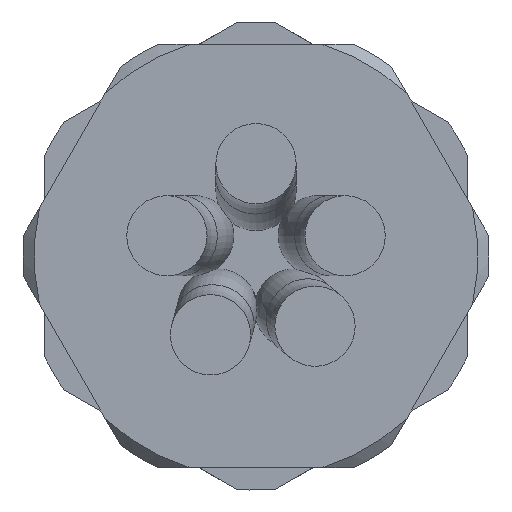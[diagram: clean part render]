
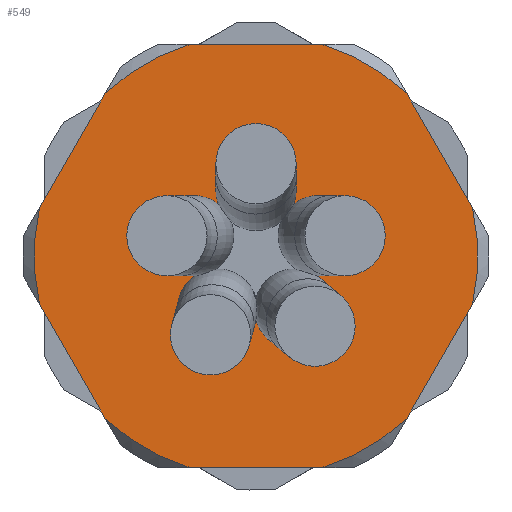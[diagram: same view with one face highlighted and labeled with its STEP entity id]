
A CAD part, front view. The second image highlights one B-rep face of the part: STEP entity #549.
In plain terms, the highlighted planar face has unit normal (0, -1, 0).
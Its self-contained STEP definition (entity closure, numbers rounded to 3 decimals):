
#107=PLANE('',#4549);
#452=FACE_BOUND('',#1105,.T.);
#453=FACE_BOUND('',#1106,.T.);
#549=ADVANCED_FACE('',(#452,#453),#107,.T.);
#1105=EDGE_LOOP('',(#1991,#1992,#1993,#1994,#1995,#1996,#1997,#1998,#1999,
#2000,#2001,#2002));
#1106=EDGE_LOOP('',(#2003,#2004,#2005,#2006,#2007));
#1413=LINE('',#6221,#1655);
#1415=LINE('',#6244,#1657);
#1417=LINE('',#6267,#1659);
#1419=LINE('',#6290,#1661);
#1421=LINE('',#6313,#1663);
#1423=LINE('',#6336,#1665);
#1655=VECTOR('',#5026,1.);
#1657=VECTOR('',#5030,1.);
#1659=VECTOR('',#5034,1.);
#1661=VECTOR('',#5038,1.);
#1663=VECTOR('',#5042,1.);
#1665=VECTOR('',#5046,1.);
#1991=ORIENTED_EDGE('',*,*,#3707,.F.);
#1992=ORIENTED_EDGE('',*,*,#3706,.F.);
#1993=ORIENTED_EDGE('',*,*,#3708,.F.);
#1994=ORIENTED_EDGE('',*,*,#3676,.F.);
#1995=ORIENTED_EDGE('',*,*,#3709,.F.);
#1996=ORIENTED_EDGE('',*,*,#3682,.F.);
#1997=ORIENTED_EDGE('',*,*,#3710,.F.);
#1998=ORIENTED_EDGE('',*,*,#3688,.F.);
#1999=ORIENTED_EDGE('',*,*,#3711,.F.);
#2000=ORIENTED_EDGE('',*,*,#3694,.F.);
#2001=ORIENTED_EDGE('',*,*,#3712,.F.);
#2002=ORIENTED_EDGE('',*,*,#3700,.F.);
#2003=ORIENTED_EDGE('',*,*,#3713,.T.);
#2004=ORIENTED_EDGE('',*,*,#3714,.T.);
#2005=ORIENTED_EDGE('',*,*,#3715,.T.);
#2006=ORIENTED_EDGE('',*,*,#3716,.T.);
#2007=ORIENTED_EDGE('',*,*,#3717,.T.);
#3245=VERTEX_POINT('',#6204);
#3248=VERTEX_POINT('',#6220);
#3249=VERTEX_POINT('',#6227);
#3252=VERTEX_POINT('',#6243);
#3253=VERTEX_POINT('',#6250);
#3256=VERTEX_POINT('',#6266);
#3257=VERTEX_POINT('',#6273);
#3260=VERTEX_POINT('',#6289);
#3261=VERTEX_POINT('',#6296);
#3264=VERTEX_POINT('',#6312);
#3265=VERTEX_POINT('',#6319);
#3268=VERTEX_POINT('',#6335);
#3269=VERTEX_POINT('',#6345);
#3270=VERTEX_POINT('',#6346);
#3271=VERTEX_POINT('',#6348);
#3272=VERTEX_POINT('',#6350);
#3273=VERTEX_POINT('',#6352);
#3676=EDGE_CURVE('',#3248,#3245,#1413,.T.);
#3682=EDGE_CURVE('',#3252,#3249,#1415,.T.);
#3688=EDGE_CURVE('',#3256,#3253,#1417,.T.);
#3694=EDGE_CURVE('',#3260,#3257,#1419,.T.);
#3700=EDGE_CURVE('',#3264,#3261,#1421,.T.);
#3706=EDGE_CURVE('',#3268,#3265,#1423,.T.);
#3707=EDGE_CURVE('',#3265,#3264,#4306,.T.);
#3708=EDGE_CURVE('',#3245,#3268,#4307,.T.);
#3709=EDGE_CURVE('',#3249,#3248,#4308,.T.);
#3710=EDGE_CURVE('',#3253,#3252,#4309,.T.);
#3711=EDGE_CURVE('',#3257,#3256,#4310,.T.);
#3712=EDGE_CURVE('',#3261,#3260,#4311,.T.);
#3713=EDGE_CURVE('',#3269,#3270,#4312,.T.);
#3714=EDGE_CURVE('',#3270,#3271,#4313,.T.);
#3715=EDGE_CURVE('',#3271,#3272,#4314,.T.);
#3716=EDGE_CURVE('',#3272,#3273,#4315,.T.);
#3717=EDGE_CURVE('',#3273,#3269,#4316,.T.);
#4306=CIRCLE('',#4538,9.95);
#4307=CIRCLE('',#4539,9.95);
#4308=CIRCLE('',#4540,9.95);
#4309=CIRCLE('',#4541,9.95);
#4310=CIRCLE('',#4542,9.95);
#4311=CIRCLE('',#4543,9.95);
#4312=CIRCLE('',#4544,1.8);
#4313=CIRCLE('',#4545,1.8);
#4314=CIRCLE('',#4546,1.8);
#4315=CIRCLE('',#4547,1.8);
#4316=CIRCLE('',#4548,1.8);
#4538=AXIS2_PLACEMENT_3D('',#6338,#5049,#5050);
#4539=AXIS2_PLACEMENT_3D('',#6339,#5051,#5052);
#4540=AXIS2_PLACEMENT_3D('',#6340,#5053,#5054);
#4541=AXIS2_PLACEMENT_3D('',#6341,#5055,#5056);
#4542=AXIS2_PLACEMENT_3D('',#6342,#5057,#5058);
#4543=AXIS2_PLACEMENT_3D('',#6343,#5059,#5060);
#4544=AXIS2_PLACEMENT_3D('',#6344,#5061,#5062);
#4545=AXIS2_PLACEMENT_3D('',#6347,#5063,#5064);
#4546=AXIS2_PLACEMENT_3D('',#6349,#5065,#5066);
#4547=AXIS2_PLACEMENT_3D('',#6351,#5067,#5068);
#4548=AXIS2_PLACEMENT_3D('',#6353,#5069,#5070);
#4549=AXIS2_PLACEMENT_3D('',#6354,#5071,#5072);
#5026=DIRECTION('',(-0.5,0.,-0.866));
#5030=DIRECTION('',(0.5,0.,-0.866));
#5034=DIRECTION('',(1.,0.,0.));
#5038=DIRECTION('',(0.5,0.,0.866));
#5042=DIRECTION('',(-0.5,0.,0.866));
#5046=DIRECTION('',(-1.,0.,0.));
#5049=DIRECTION('',(0.,1.,0.));
#5050=DIRECTION('',(0.,0.,-1.));
#5051=DIRECTION('',(0.,1.,0.));
#5052=DIRECTION('',(0.,0.,-1.));
#5053=DIRECTION('',(0.,1.,0.));
#5054=DIRECTION('',(0.,0.,-1.));
#5055=DIRECTION('',(0.,1.,0.));
#5056=DIRECTION('',(0.,0.,-1.));
#5057=DIRECTION('',(0.,1.,0.));
#5058=DIRECTION('',(0.,0.,-1.));
#5059=DIRECTION('',(0.,1.,0.));
#5060=DIRECTION('',(0.,0.,-1.));
#5061=DIRECTION('',(0.,1.,0.));
#5062=DIRECTION('',(0.,0.,-1.));
#5063=DIRECTION('',(0.,1.,0.));
#5064=DIRECTION('',(0.,0.,-1.));
#5065=DIRECTION('',(0.,1.,0.));
#5066=DIRECTION('',(0.,0.,-1.));
#5067=DIRECTION('',(0.,1.,0.));
#5068=DIRECTION('',(0.,0.,-1.));
#5069=DIRECTION('',(0.,1.,0.));
#5070=DIRECTION('',(0.,0.,-1.));
#5071=DIRECTION('',(0.,-1.,0.));
#5072=DIRECTION('',(0.,0.,-1.));
#6204=CARTESIAN_POINT('',(56.748,44.05,-7.312));
#6220=CARTESIAN_POINT('',(59.706,44.05,-2.188));
#6221=CARTESIAN_POINT('',(60.97,44.05,0.));
#6227=CARTESIAN_POINT('',(59.706,44.05,2.188));
#6243=CARTESIAN_POINT('',(56.748,44.05,7.312));
#6244=CARTESIAN_POINT('',(55.485,44.05,9.5));
#6250=CARTESIAN_POINT('',(52.958,44.05,9.5));
#6266=CARTESIAN_POINT('',(47.042,44.05,9.5));
#6267=CARTESIAN_POINT('',(44.515,44.05,9.5));
#6273=CARTESIAN_POINT('',(43.252,44.05,7.312));
#6289=CARTESIAN_POINT('',(40.294,44.05,2.188));
#6290=CARTESIAN_POINT('',(39.03,44.05,0.));
#6296=CARTESIAN_POINT('',(40.294,44.05,-2.188));
#6312=CARTESIAN_POINT('',(43.252,44.05,-7.312));
#6313=CARTESIAN_POINT('',(44.515,44.05,-9.5));
#6319=CARTESIAN_POINT('',(47.042,44.05,-9.5));
#6335=CARTESIAN_POINT('',(52.958,44.05,-9.5));
#6336=CARTESIAN_POINT('',(55.485,44.05,-9.5));
#6338=CARTESIAN_POINT('',(50.,44.05,0.));
#6339=CARTESIAN_POINT('',(50.,44.05,0.));
#6340=CARTESIAN_POINT('',(50.,44.05,0.));
#6341=CARTESIAN_POINT('',(50.,44.05,0.));
#6342=CARTESIAN_POINT('',(50.,44.05,0.));
#6343=CARTESIAN_POINT('',(50.,44.05,0.));
#6344=CARTESIAN_POINT('',(50.,44.05,2.94));
#6345=CARTESIAN_POINT('',(48.306,44.05,2.332));
#6346=CARTESIAN_POINT('',(51.694,44.05,2.332));
#6347=CARTESIAN_POINT('',(52.796,44.05,0.909));
#6348=CARTESIAN_POINT('',(52.741,44.05,-0.891));
#6349=CARTESIAN_POINT('',(51.728,44.05,-2.379));
#6350=CARTESIAN_POINT('',(50.,44.05,-2.882));
#6351=CARTESIAN_POINT('',(48.272,44.05,-2.379));
#6352=CARTESIAN_POINT('',(47.259,44.05,-0.891));
#6353=CARTESIAN_POINT('',(47.204,44.05,0.909));
#6354=CARTESIAN_POINT('',(50.,44.05,0.));
